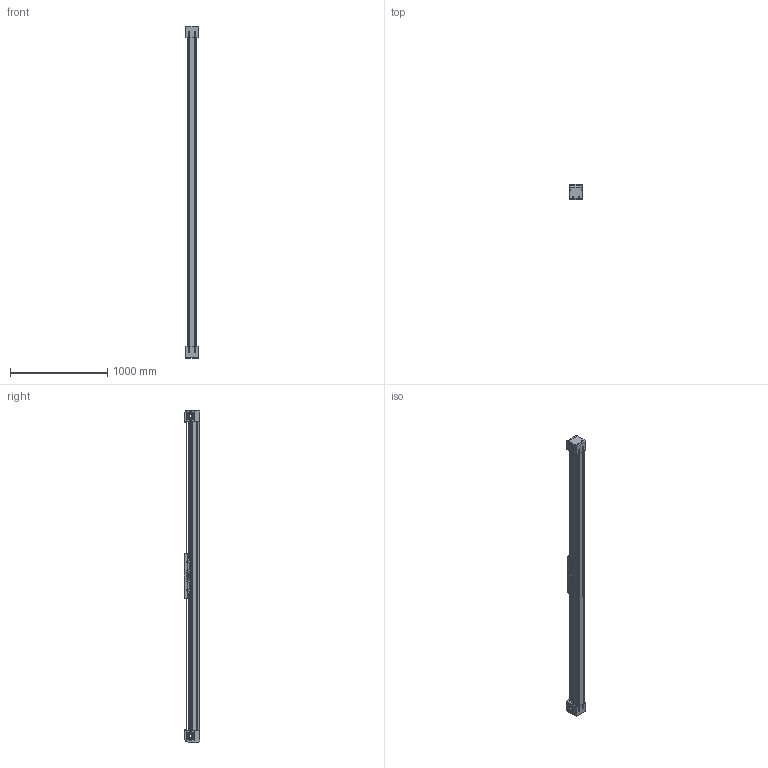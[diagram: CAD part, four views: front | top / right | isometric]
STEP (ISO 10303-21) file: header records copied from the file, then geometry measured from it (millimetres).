
FILE_DESCRIPTION (( 'STEP AP214' ), '1' );
FILE_NAME ('BLM100-2700.STEP', '2023-03-14T09:44:01', ( '' ), ( '' ), 'SwSTEP 2.0', 'SolidWorks 2023', '' );
FILE_SCHEMA (( 'AUTOMOTIVE_DESIGN' ));
Length unit declared in the file: millimetre
Products named in the file (1): BLM100-2700
Bounding box: 130 x 159 x 3420 mm (x, y, z)
Volume: 36099767.5 mm3; surface area: 3907738.9 mm2
Topology: 50 solids, 58 shells, 6261 faces, 17718 edges, 11644 vertices
Faces by surface type: plane 3500, cylinder 2413, torus 168, sphere 100, cone 56, bspline 24
Entity records: 278185 total; most frequent: CARTESIAN_POINT 42352, DIRECTION 35222, ORIENTED_EDGE 34940, EDGE_CURVE 17470, AXIS2_PLACEMENT_3D 11752, VECTOR 11718, LINE 11718, VERTEX_POINT 11508
